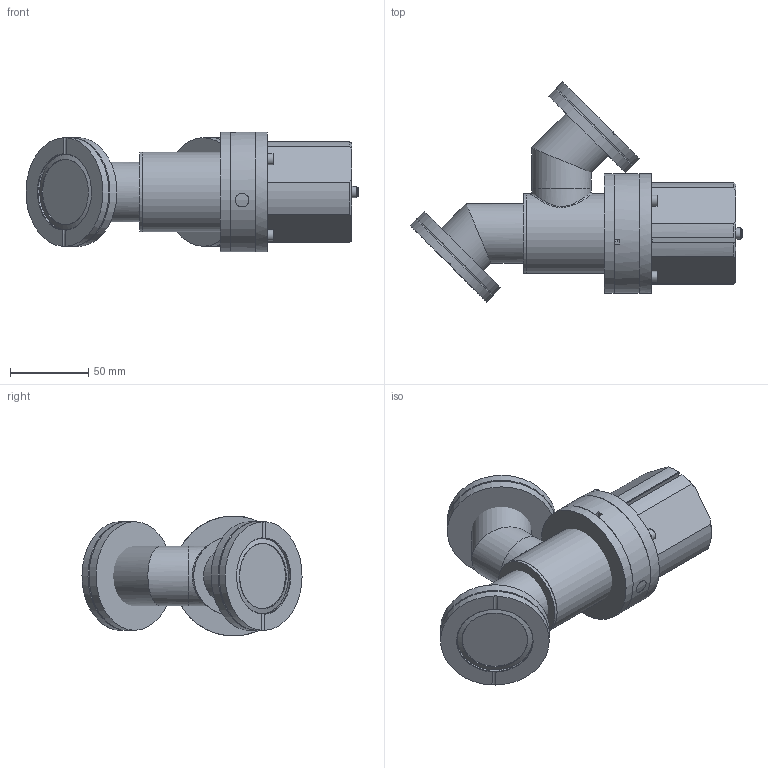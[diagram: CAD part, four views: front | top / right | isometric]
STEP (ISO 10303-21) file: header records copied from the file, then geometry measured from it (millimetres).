
FILE_DESCRIPTION(/* description */ (''),/* implementation_level */ '2;1');
FILE_NAME(/* name */ 'A2418YS1AVXCF02752_包膜.stp',/* time_stamp */ '2016-08-25T09:32:16+08:00',/* author */ ('raccy_lai'),/* organization */ (''),/* preprocessor_version */ 'ST-DEVELOPER v16.1',/* originating_system */ 'Autodesk Inventor 2016',/* authorisation */ '');
FILE_SCHEMA (('AUTOMOTIVE_DESIGN { 1 0 10303 214 3 1 1 }'));
Length unit declared in the file: millimetre
Products named in the file (1): A2418YS1AVXCF02752_包膜
Bounding box: 211.7 x 140.35 x 76.47 mm (x, y, z)
Surface area: 103995.5 mm2 (no closed solid volume)
Topology: 0 solids, 25 shells, 92 faces, 245 edges, 167 vertices
Faces by surface type: plane 45, cylinder 30, cone 10, torus 6, bspline 1
Full cylindrical faces by diameter (mm): 7 x4, 7.1 x1, 38.1 x5, 48.31 x2, 50.8 x2, 69.3 x4, 76.5 x3
Entity records: 3042 total; most frequent: CARTESIAN_POINT 899, DIRECTION 427, ORIENTED_EDGE 321, EDGE_CURVE 199, AXIS2_PLACEMENT_3D 178, VERTEX_POINT 152, EDGE_LOOP 123, FACE_OUTER_BOUND 92
